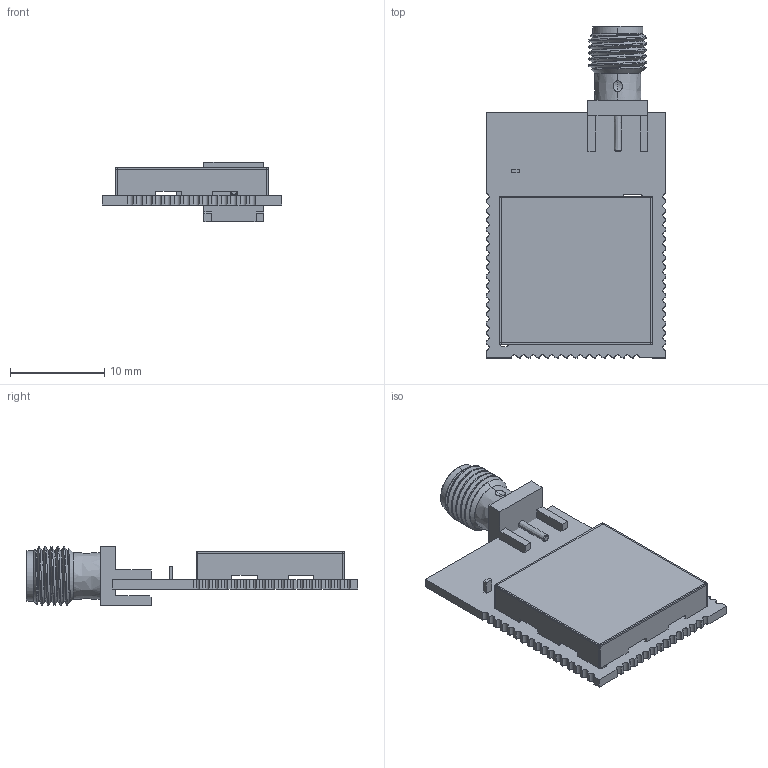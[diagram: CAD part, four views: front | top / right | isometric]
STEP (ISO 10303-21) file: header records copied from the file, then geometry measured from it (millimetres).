
FILE_DESCRIPTION(('FreeCAD Model'),'2;1');
FILE_NAME('Open CASCADE Shape Model','2023-02-22T11:17:22',('Author'),( ''),'Open CASCADE STEP processor 7.5','FreeCAD','Unknown');
FILE_SCHEMA(('AUTOMOTIVE_DESIGN { 1 0 10303 214 1 1 1 1 }'));
Length unit declared in the file: millimetre
Products named in the file (18): PCB; Free-Models; test2; Board001; Open_CASCADE_STEP_translator_6.8_5.1.1; Open_CASCADE_STEP_translator_6.8_5.1.1.1; S1; DWM3001_shield_RGB8421504; DWM3001_shield_RGB8421505; DWM3001_shield_RGB8421506; DWM3001_shield_RGB8421507; DWM3001_shield_RGB8421508; J49; sma_con; _32322_3d_model_file; A1; 6266324608; Extruded
Assembly tree (17 placements, depth 6):
  PCB
    Free-Models
      test2
        Board001
          Open_CASCADE_STEP_translator_6.8_5.1.1
            Open_CASCADE_STEP_translator_6.8_5.1.1.1
        S1
          DWM3001_shield_RGB8421504
          DWM3001_shield_RGB8421505
          DWM3001_shield_RGB8421506
          DWM3001_shield_RGB8421507
          DWM3001_shield_RGB8421508
        J49
          sma_con
            _32322_3d_model_file
        A1
          6266324608
            Extruded
Bounding box: 19.12 x 35.27 x 6.35 mm (x, y, z)
Volume: 570.1 mm3; surface area: 2386.7 mm2
Topology: 7 solids, 69 shells, 257 faces, 1515 edges, 3266 vertices
Faces by surface type: plane 126, cylinder 69, bspline 62
Entity records: 56192 total; most frequent: CARTESIAN_POINT 33098, DIRECTION 2389, LINE 1549, VECTOR 1549, ORIENTED_EDGE 1406, PCURVE 1406, DEFINITIONAL_REPRESENTATION 1406, B_SPLINE_CURVE_WITH_KNOTS 1092
